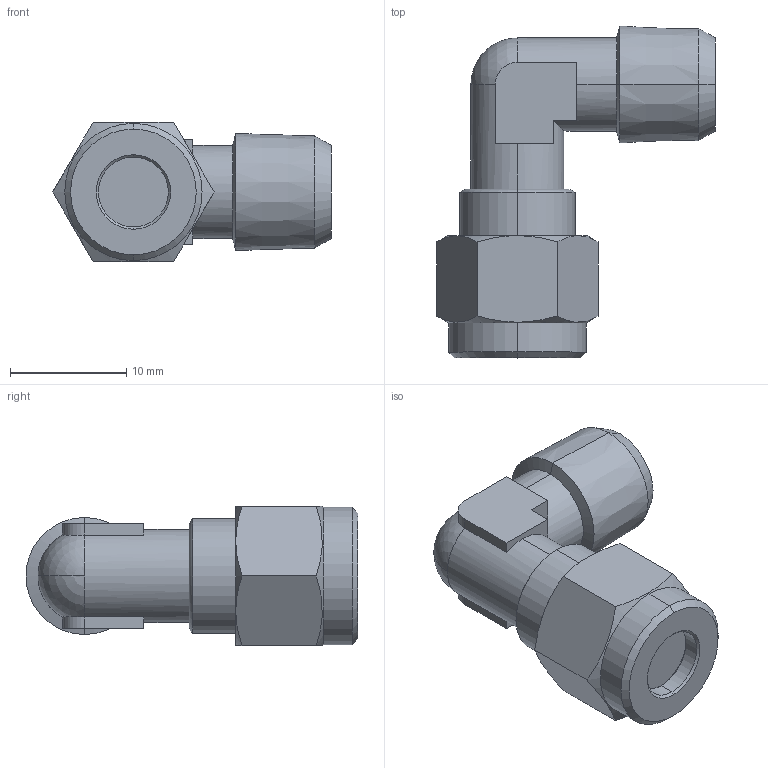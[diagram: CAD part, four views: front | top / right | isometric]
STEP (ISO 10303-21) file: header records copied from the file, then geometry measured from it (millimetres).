
FILE_DESCRIPTION (( 'STEP AP214' ), '1' );
FILE_NAME ('SRK.PL06-01.STEP', '2018-09-03T14:01:57', ( '' ), ( '' ), 'SwSTEP 2.0', 'SolidWorks 2018', '' );
FILE_SCHEMA (( 'AUTOMOTIVE_DESIGN' ));
Length unit declared in the file: millimetre
Products named in the file (1): SRK.PL06-01
Bounding box: 23.93 x 28.53 x 12 mm (x, y, z)
Volume: 3045 mm3; surface area: 1583.6 mm2
Topology: 1 solids, 1 shells, 68 faces, 158 edges, 94 vertices
Faces by surface type: plane 26, cone 24, cylinder 14, sphere 2, torus 2
Entity records: 2251 total; most frequent: CARTESIAN_POINT 674, DIRECTION 338, ORIENTED_EDGE 312, EDGE_CURVE 156, AXIS2_PLACEMENT_3D 134, VERTEX_POINT 94, EDGE_LOOP 72, LINE 70
